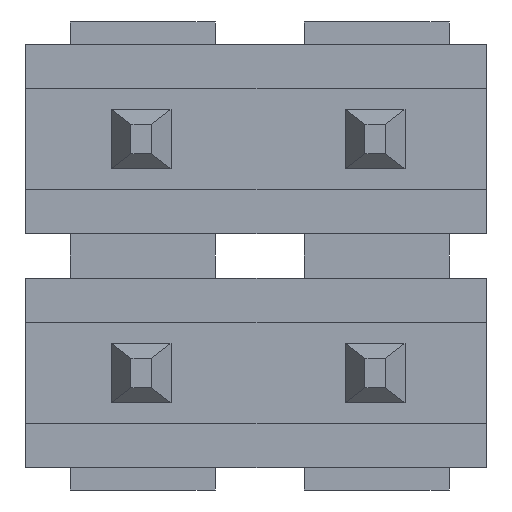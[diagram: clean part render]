
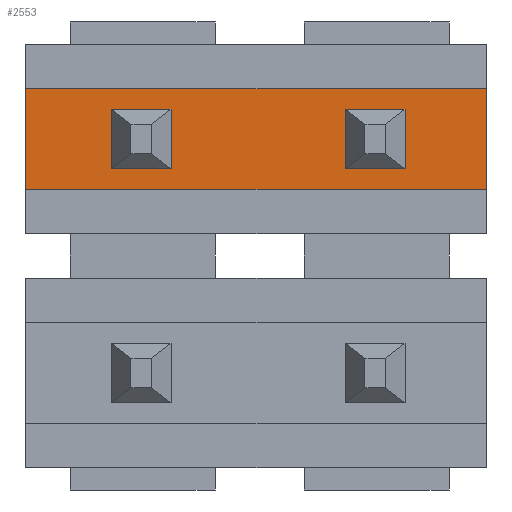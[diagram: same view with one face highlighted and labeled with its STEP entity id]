
A CAD part, front view. The second image highlights one B-rep face of the part: STEP entity #2553.
In plain terms, the highlighted planar face has unit normal (0, -1, 0).
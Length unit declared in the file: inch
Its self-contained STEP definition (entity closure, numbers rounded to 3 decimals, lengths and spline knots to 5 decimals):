
#65 = CARTESIAN_POINT ( 'NONE',  ( 0.03014, 0.01, 0.04935 ) ) ;
#72 = VECTOR ( 'NONE', #177, 39.37008 ) ;
#136 = EDGE_CURVE ( 'NONE', #1008, #2788, #3962, .T. ) ;
#177 = DIRECTION ( 'NONE',  ( 0., 0., 1. ) ) ;
#185 = VERTEX_POINT ( 'NONE', #2891 ) ;
#196 = VERTEX_POINT ( 'NONE', #65 ) ;
#199 = EDGE_CURVE ( 'NONE', #3133, #3362, #620, .T. ) ;
#210 = EDGE_CURVE ( 'NONE', #1911, #185, #3686, .T. ) ;
#233 = ORIENTED_EDGE ( 'NONE', *, *, #3361, .T. ) ;
#234 = VERTEX_POINT ( 'NONE', #3145 ) ;
#258 = CARTESIAN_POINT ( 'NONE',  ( -0.0775, 0.01, 0.02935 ) ) ;
#352 = CARTESIAN_POINT ( 'NONE',  ( -0.0775, 0.01, 0.02935 ) ) ;
#368 = CARTESIAN_POINT ( 'NONE',  ( -0.0775, 0.01, 0.04935 ) ) ;
#589 = CARTESIAN_POINT ( 'NONE',  ( 0.03014, 0.01, 0.02935 ) ) ;
#616 = CARTESIAN_POINT ( 'NONE',  ( -0.0775, 0.01, 0.05624 ) ) ;
#620 = LINE ( 'NONE', #258, #1885 ) ;
#644 = VERTEX_POINT ( 'NONE', #3470 ) ;
#665 = ORIENTED_EDGE ( 'NONE', *, *, #3603, .F. ) ;
#678 = EDGE_CURVE ( 'NONE', #1005, #1911, #1282, .T. ) ;
#815 = CARTESIAN_POINT ( 'NONE',  ( -0.0486, 0.01, 0.02935 ) ) ;
#817 = EDGE_CURVE ( 'NONE', #2657, #2788, #976, .T. ) ;
#823 = DIRECTION ( 'NONE',  ( 1., 0., 0. ) ) ;
#874 = PLANE ( 'NONE',  #3788 ) ;
#899 = ORIENTED_EDGE ( 'NONE', *, *, #3750, .F. ) ;
#926 = CARTESIAN_POINT ( 'NONE',  ( -0.0486, 0.01, 0.04935 ) ) ;
#976 = LINE ( 'NONE', #616, #1075 ) ;
#1005 = VERTEX_POINT ( 'NONE', #926 ) ;
#1006 = DIRECTION ( 'NONE',  ( 0., 0., 1. ) ) ;
#1008 = VERTEX_POINT ( 'NONE', #3535 ) ;
#1030 = DIRECTION ( 'NONE',  ( 0., 0., 1. ) ) ;
#1075 = VECTOR ( 'NONE', #1135, 39.37008 ) ;
#1135 = DIRECTION ( 'NONE',  ( 1., 0., 0. ) ) ;
#1282 = LINE ( 'NONE', #3681, #1309 ) ;
#1299 = CARTESIAN_POINT ( 'NONE',  ( -0.0775, 0.01, 0.04935 ) ) ;
#1300 = ORIENTED_EDGE ( 'NONE', *, *, #1710, .F. ) ;
#1309 = VECTOR ( 'NONE', #1494, 39.37008 ) ;
#1359 = ORIENTED_EDGE ( 'NONE', *, *, #1663, .F. ) ;
#1448 = EDGE_CURVE ( 'NONE', #196, #1918, #2167, .T. ) ;
#1464 = DIRECTION ( 'NONE',  ( 0., 0., 1. ) ) ;
#1465 = EDGE_CURVE ( 'NONE', #234, #1008, #1901, .T. ) ;
#1494 = DIRECTION ( 'NONE',  ( 0., 0., -1. ) ) ;
#1532 = ORIENTED_EDGE ( 'NONE', *, *, #1448, .T. ) ;
#1590 = CARTESIAN_POINT ( 'NONE',  ( 0.03014, 0.01, 0.05624 ) ) ;
#1663 = EDGE_CURVE ( 'NONE', #234, #2657, #3106, .T. ) ;
#1710 = EDGE_CURVE ( 'NONE', #196, #3133, #2337, .T. ) ;
#1885 = VECTOR ( 'NONE', #2417, 39.37008 ) ;
#1900 = CARTESIAN_POINT ( 'NONE',  ( -0.0775, 0.01, 0.05624 ) ) ;
#1901 = LINE ( 'NONE', #2872, #2053 ) ;
#1911 = VERTEX_POINT ( 'NONE', #815 ) ;
#1918 = VERTEX_POINT ( 'NONE', #2046 ) ;
#1959 = ORIENTED_EDGE ( 'NONE', *, *, #210, .F. ) ;
#2038 = VECTOR ( 'NONE', #2220, 39.37008 ) ;
#2046 = CARTESIAN_POINT ( 'NONE',  ( 0.05014, 0.01, 0.04935 ) ) ;
#2053 = VECTOR ( 'NONE', #2116, 39.37008 ) ;
#2058 = CARTESIAN_POINT ( 'NONE',  ( -0.0775, 0.01, 0.05624 ) ) ;
#2079 = FACE_OUTER_BOUND ( 'NONE', #3643, .T. ) ;
#2112 = VECTOR ( 'NONE', #1030, 39.37008 ) ;
#2116 = DIRECTION ( 'NONE',  ( 1., 0., 0. ) ) ;
#2140 = FACE_BOUND ( 'NONE', #3584, .T. ) ;
#2162 = VECTOR ( 'NONE', #3111, 39.37008 ) ;
#2167 = LINE ( 'NONE', #368, #2233 ) ;
#2196 = DIRECTION ( 'NONE',  ( 0., 0., 1. ) ) ;
#2220 = DIRECTION ( 'NONE',  ( 1., 0., 0. ) ) ;
#2229 = EDGE_LOOP ( 'NONE', ( #1959, #2560, #233, #665 ) ) ;
#2233 = VECTOR ( 'NONE', #823, 39.37008 ) ;
#2240 = FACE_BOUND ( 'NONE', #2229, .T. ) ;
#2296 = ORIENTED_EDGE ( 'NONE', *, *, #199, .F. ) ;
#2303 = ORIENTED_EDGE ( 'NONE', *, *, #1465, .T. ) ;
#2337 = LINE ( 'NONE', #1590, #2162 ) ;
#2417 = DIRECTION ( 'NONE',  ( 1., 0., 0. ) ) ;
#2467 = LINE ( 'NONE', #1299, #3874 ) ;
#2545 = VECTOR ( 'NONE', #1464, 39.37008 ) ;
#2553 = ADVANCED_FACE ( 'NONE', ( #2240, #2079, #2140 ), #874, .F. ) ;
#2560 = ORIENTED_EDGE ( 'NONE', *, *, #678, .F. ) ;
#2565 = DIRECTION ( 'NONE',  ( 0., 1., 0. ) ) ;
#2652 = DIRECTION ( 'NONE',  ( 1., 0., 0. ) ) ;
#2657 = VERTEX_POINT ( 'NONE', #2703 ) ;
#2703 = CARTESIAN_POINT ( 'NONE',  ( -0.0775, 0.01, 0.05624 ) ) ;
#2788 = VERTEX_POINT ( 'NONE', #3392 ) ;
#2824 = ORIENTED_EDGE ( 'NONE', *, *, #136, .T. ) ;
#2872 = CARTESIAN_POINT ( 'NONE',  ( -0.0775, 0.01, 0.0225 ) ) ;
#2891 = CARTESIAN_POINT ( 'NONE',  ( -0.0286, 0.01, 0.02935 ) ) ;
#2960 = VECTOR ( 'NONE', #1006, 39.37008 ) ;
#3106 = LINE ( 'NONE', #2058, #2960 ) ;
#3111 = DIRECTION ( 'NONE',  ( 0., 0., -1. ) ) ;
#3133 = VERTEX_POINT ( 'NONE', #589 ) ;
#3145 = CARTESIAN_POINT ( 'NONE',  ( -0.0775, 0.01, 0.0225 ) ) ;
#3245 = LINE ( 'NONE', #3396, #2112 ) ;
#3300 = CARTESIAN_POINT ( 'NONE',  ( 0.0775, 0.01, 0.05624 ) ) ;
#3361 = EDGE_CURVE ( 'NONE', #1005, #644, #2467, .T. ) ;
#3362 = VERTEX_POINT ( 'NONE', #3438 ) ;
#3377 = CARTESIAN_POINT ( 'NONE',  ( -0.0286, 0.01, 0.05624 ) ) ;
#3392 = CARTESIAN_POINT ( 'NONE',  ( 0.0775, 0.01, 0.05624 ) ) ;
#3396 = CARTESIAN_POINT ( 'NONE',  ( 0.05014, 0.01, 0.05624 ) ) ;
#3438 = CARTESIAN_POINT ( 'NONE',  ( 0.05014, 0.01, 0.02935 ) ) ;
#3470 = CARTESIAN_POINT ( 'NONE',  ( -0.0286, 0.01, 0.04935 ) ) ;
#3535 = CARTESIAN_POINT ( 'NONE',  ( 0.0775, 0.01, 0.0225 ) ) ;
#3584 = EDGE_LOOP ( 'NONE', ( #2296, #1300, #1532, #899 ) ) ;
#3603 = EDGE_CURVE ( 'NONE', #185, #644, #3850, .T. ) ;
#3643 = EDGE_LOOP ( 'NONE', ( #2824, #3884, #1359, #2303 ) ) ;
#3681 = CARTESIAN_POINT ( 'NONE',  ( -0.0486, 0.01, 0.05624 ) ) ;
#3686 = LINE ( 'NONE', #352, #2038 ) ;
#3750 = EDGE_CURVE ( 'NONE', #3362, #1918, #3245, .T. ) ;
#3788 = AXIS2_PLACEMENT_3D ( 'NONE', #1900, #2565, #2196 ) ;
#3850 = LINE ( 'NONE', #3377, #72 ) ;
#3874 = VECTOR ( 'NONE', #2652, 39.37008 ) ;
#3884 = ORIENTED_EDGE ( 'NONE', *, *, #817, .F. ) ;
#3962 = LINE ( 'NONE', #3300, #2545 ) ;
